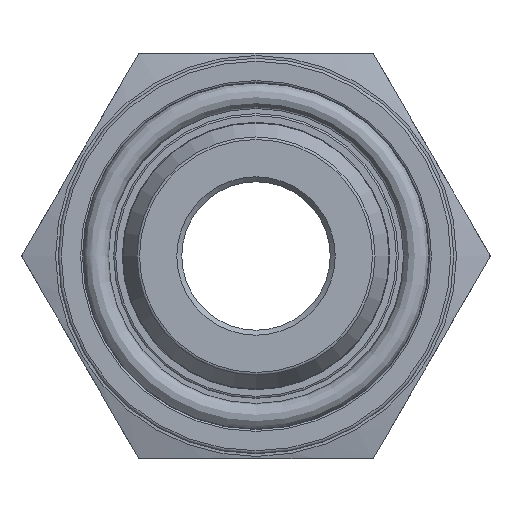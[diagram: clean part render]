
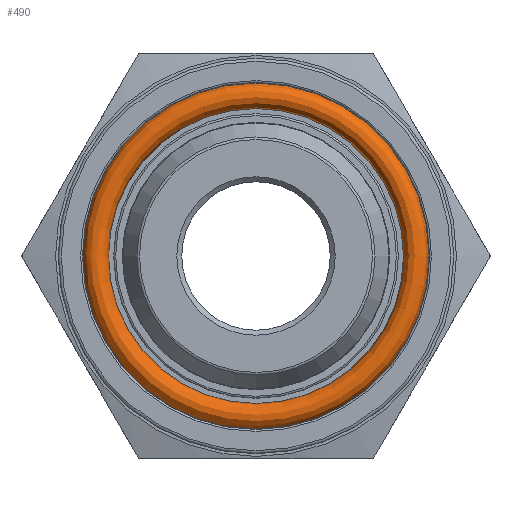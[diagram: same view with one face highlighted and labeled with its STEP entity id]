
A CAD part, left-side view. The second image highlights one B-rep face of the part: STEP entity #490.
In plain terms, the highlighted face is a revolution surface.
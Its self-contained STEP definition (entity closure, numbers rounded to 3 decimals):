
#232=SURFACE_OF_REVOLUTION('',#234,#233);
#233=AXIS1_PLACEMENT('',#1773,#1352);
#234=ELLIPSE('',#1115,1.3,1.3);
#235=VERTEX_LOOP('',#896);
#364=FACE_BOUND('',#235,.T.);
#490=ADVANCED_FACE('',(#364),#232,.F.);
#896=VERTEX_POINT('',#1771);
#1115=AXIS2_PLACEMENT_3D('',#1772,#1350,#1351);
#1350=DIRECTION('',(0.,0.,-1.));
#1351=DIRECTION('',(1.,0.,0.));
#1352=DIRECTION('',(-1.,0.,0.));
#1771=CARTESIAN_POINT('',(2.6,16.2,0.));
#1772=CARTESIAN_POINT('',(1.3,16.2,0.));
#1773=CARTESIAN_POINT('',(0.,0.,0.));
